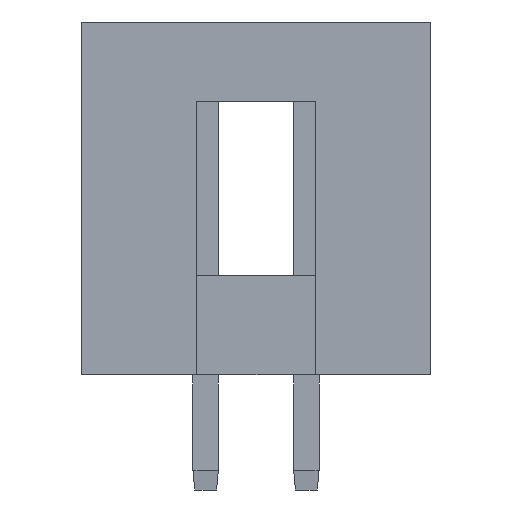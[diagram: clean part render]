
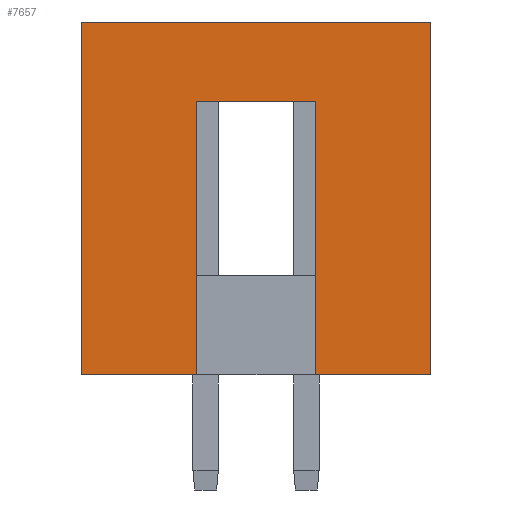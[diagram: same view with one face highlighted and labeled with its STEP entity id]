
A CAD part, left-side view. The second image highlights one B-rep face of the part: STEP entity #7657.
In plain terms, the highlighted planar face has unit normal (-1, 0, 0).
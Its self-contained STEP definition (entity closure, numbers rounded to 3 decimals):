
#284 = VECTOR ( 'NONE', #9745, 1000. ) ;
#1087 = AXIS2_PLACEMENT_3D ( 'NONE', #1466, #6906, #2241 ) ;
#1214 = LINE ( 'NONE', #4638, #3049 ) ;
#1248 = CARTESIAN_POINT ( 'NONE',  ( -14.11, 4.67, 8.9 ) ) ;
#1297 = DIRECTION ( 'NONE',  ( 0., 1., 0. ) ) ;
#1439 = PLANE ( 'NONE',  #1087 ) ;
#1466 = CARTESIAN_POINT ( 'NONE',  ( -14.11, 4.67, 2.5 ) ) ;
#1642 = LINE ( 'NONE', #1248, #3728 ) ;
#1712 = CARTESIAN_POINT ( 'NONE',  ( -14.11, 4.67, 0. ) ) ;
#1771 = ORIENTED_EDGE ( 'NONE', *, *, #2602, .F. ) ;
#1928 = CARTESIAN_POINT ( 'NONE',  ( -14.11, -4.13, 8.9 ) ) ;
#2017 = VERTEX_POINT ( 'NONE', #7785 ) ;
#2194 = CARTESIAN_POINT ( 'NONE',  ( -14.11, 4.67, 2.5 ) ) ;
#2241 = DIRECTION ( 'NONE',  ( 0., 1., 0. ) ) ;
#2318 = FACE_OUTER_BOUND ( 'NONE', #9352, .T. ) ;
#2339 = EDGE_CURVE ( 'NONE', #6002, #7113, #4160, .T. ) ;
#2386 = LINE ( 'NONE', #1712, #6531 ) ;
#2561 = CARTESIAN_POINT ( 'NONE',  ( -14.11, 1.77, 0. ) ) ;
#2602 = EDGE_CURVE ( 'NONE', #2897, #7869, #7654, .T. ) ;
#2763 = ORIENTED_EDGE ( 'NONE', *, *, #9807, .T. ) ;
#2775 = CARTESIAN_POINT ( 'NONE',  ( -14.11, 4.67, 0. ) ) ;
#2897 = VERTEX_POINT ( 'NONE', #1928 ) ;
#3049 = VECTOR ( 'NONE', #6994, 1000. ) ;
#3102 = VERTEX_POINT ( 'NONE', #6863 ) ;
#3123 = CARTESIAN_POINT ( 'NONE',  ( -14.11, -1.23, 6.9 ) ) ;
#3409 = ORIENTED_EDGE ( 'NONE', *, *, #5763, .F. ) ;
#3713 = EDGE_CURVE ( 'NONE', #5421, #6002, #5372, .T. ) ;
#3728 = VECTOR ( 'NONE', #4354, 1000. ) ;
#3766 = CARTESIAN_POINT ( 'NONE',  ( -14.11, 4.67, 8.9 ) ) ;
#3850 = ORIENTED_EDGE ( 'NONE', *, *, #3713, .T. ) ;
#4160 = LINE ( 'NONE', #6575, #284 ) ;
#4354 = DIRECTION ( 'NONE',  ( 0., -1., 0. ) ) ;
#4540 = DIRECTION ( 'NONE',  ( 0., 0., -1. ) ) ;
#4638 = CARTESIAN_POINT ( 'NONE',  ( -14.11, 1.77, 6.9 ) ) ;
#4876 = LINE ( 'NONE', #9848, #8808 ) ;
#5076 = CARTESIAN_POINT ( 'NONE',  ( -14.11, -4.13, 0. ) ) ;
#5372 = LINE ( 'NONE', #2194, #9038 ) ;
#5421 = VERTEX_POINT ( 'NONE', #3766 ) ;
#5763 = EDGE_CURVE ( 'NONE', #2017, #7890, #4876, .T. ) ;
#6002 = VERTEX_POINT ( 'NONE', #2775 ) ;
#6304 = EDGE_CURVE ( 'NONE', #7890, #7113, #1214, .T. ) ;
#6531 = VECTOR ( 'NONE', #7153, 1000. ) ;
#6569 = ORIENTED_EDGE ( 'NONE', *, *, #6304, .F. ) ;
#6571 = LINE ( 'NONE', #3123, #8395 ) ;
#6575 = CARTESIAN_POINT ( 'NONE',  ( -14.11, 4.67, 0. ) ) ;
#6825 = CARTESIAN_POINT ( 'NONE',  ( -14.11, -4.13, 2.5 ) ) ;
#6863 = CARTESIAN_POINT ( 'NONE',  ( -14.11, -1.23, 0. ) ) ;
#6906 = DIRECTION ( 'NONE',  ( 1., 0., 0. ) ) ;
#6910 = ORIENTED_EDGE ( 'NONE', *, *, #8201, .T. ) ;
#6994 = DIRECTION ( 'NONE',  ( 0., 0., -1. ) ) ;
#7113 = VERTEX_POINT ( 'NONE', #2561 ) ;
#7153 = DIRECTION ( 'NONE',  ( 0., -1., 0. ) ) ;
#7401 = VECTOR ( 'NONE', #7597, 1000. ) ;
#7597 = DIRECTION ( 'NONE',  ( 0., 0., -1. ) ) ;
#7654 = LINE ( 'NONE', #6825, #7401 ) ;
#7657 = ADVANCED_FACE ( 'NONE', ( #2318 ), #1439, .F. ) ;
#7785 = CARTESIAN_POINT ( 'NONE',  ( -14.11, -1.23, 6.9 ) ) ;
#7869 = VERTEX_POINT ( 'NONE', #5076 ) ;
#7890 = VERTEX_POINT ( 'NONE', #8981 ) ;
#8201 = EDGE_CURVE ( 'NONE', #3102, #7869, #2386, .T. ) ;
#8395 = VECTOR ( 'NONE', #9382, 1000. ) ;
#8787 = EDGE_CURVE ( 'NONE', #5421, #2897, #1642, .T. ) ;
#8808 = VECTOR ( 'NONE', #1297, 1000. ) ;
#8981 = CARTESIAN_POINT ( 'NONE',  ( -14.11, 1.77, 6.9 ) ) ;
#9038 = VECTOR ( 'NONE', #4540, 1000. ) ;
#9352 = EDGE_LOOP ( 'NONE', ( #3409, #2763, #6910, #1771, #9873, #3850, #9952, #6569 ) ) ;
#9382 = DIRECTION ( 'NONE',  ( 0., 0., -1. ) ) ;
#9745 = DIRECTION ( 'NONE',  ( 0., -1., 0. ) ) ;
#9807 = EDGE_CURVE ( 'NONE', #2017, #3102, #6571, .T. ) ;
#9848 = CARTESIAN_POINT ( 'NONE',  ( -14.11, 1.77, 6.9 ) ) ;
#9873 = ORIENTED_EDGE ( 'NONE', *, *, #8787, .F. ) ;
#9952 = ORIENTED_EDGE ( 'NONE', *, *, #2339, .T. ) ;
